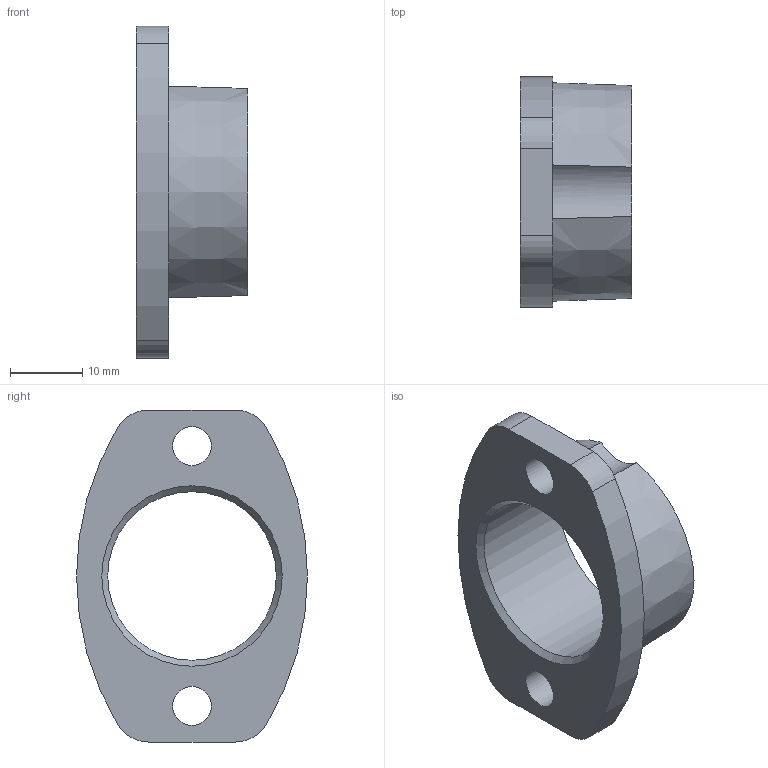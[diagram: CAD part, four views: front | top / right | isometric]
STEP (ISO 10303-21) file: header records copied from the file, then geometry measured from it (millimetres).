
FILE_DESCRIPTION( ( 'STEP AP203' ), '1' );
FILE_NAME( 'FLEXA RQF2-M 5020.071.025.stp', '2020-03-27T12:36:12', ( 'License CC BY-ND 4.0' ), ( 'CADENAS' ), ' ', 'PARTsolutions', ' ' );
FILE_SCHEMA( ( 'CONFIG_CONTROL_DESIGN' ) );
Length unit declared in the file: millimetre
Products named in the file (1): _FLEXA RQF2-M 5020.071.025
Bounding box: 15.5 x 32 x 46 mm (x, y, z)
Volume: 6257.8 mm3; surface area: 4422.5 mm2
Topology: 1 solids, 1 shells, 19 faces, 47 edges, 31 vertices
Faces by surface type: cylinder 11, plane 5, cone 3
Full cylindrical faces by diameter (mm): 5.4 x2, 23.376 x1
Entity records: 620 total; most frequent: CARTESIAN_POINT 106, DIRECTION 106, ORIENTED_EDGE 86, AXIS2_PLACEMENT_3D 47, EDGE_CURVE 43, VERTEX_POINT 31, EDGE_LOOP 30, CIRCLE 27
